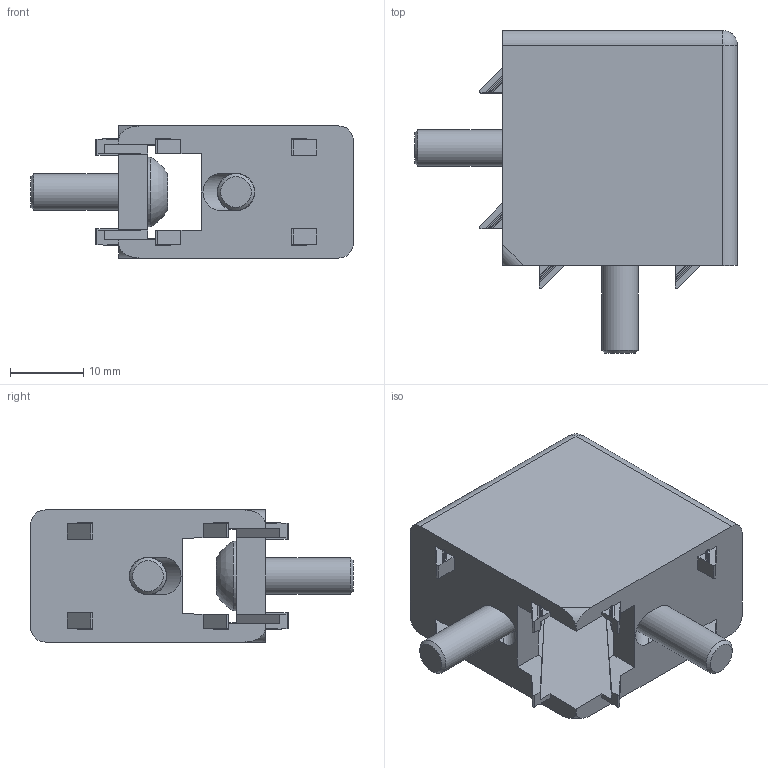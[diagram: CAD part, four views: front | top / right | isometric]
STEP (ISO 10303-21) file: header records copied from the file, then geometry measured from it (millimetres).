
FILE_DESCRIPTION(/* description */ ('STEP AP214'),/* implementation_level */ '2;1');
FILE_NAME(/* name */ '093WWC18321N08S01',/* time_stamp */ '2022-08-30T14:39:48+02:00',/* author */ ('License CC BY-ND 4.0'),/* organization */ ('CADENAS'),/* preprocessor_version */ 'ST-DEVELOPER v18.102',/* originating_system */ 'PARTsolutions',/* authorisation */ ' ');
FILE_SCHEMA (('AUTOMOTIVE_DESIGN {1 0 10303 214 3 1 1}'));
Length unit declared in the file: millimetre
Products named in the file (3): 093WWC18321N08S01; 093WWC18321N08S01_screw; 093WWC18321N08S01_connector
Assembly tree (3 placements, depth 2):
  093WWC18321N08S01
    093WWC18321N08S01_screw  x2
    093WWC18321N08S01_connector
Bounding box: 44 x 44 x 18 mm (x, y, z)
Volume: 8287.7 mm3; surface area: 6894.2 mm2
Topology: 3 solids, 3 shells, 280 faces, 770 edges, 504 vertices
Faces by surface type: cylinder 135, plane 131, sphere 4, cone 4, bspline 4, torus 2
Full cylindrical faces by diameter (mm): 2.5 x2, 5 x2, 9.5 x2
Entity records: 8654 total; most frequent: CARTESIAN_POINT 1706, DIRECTION 1460, ORIENTED_EDGE 1446, EDGE_CURVE 723, AXIS2_PLACEMENT_3D 524, VERTEX_POINT 480, LINE 412, VECTOR 412
